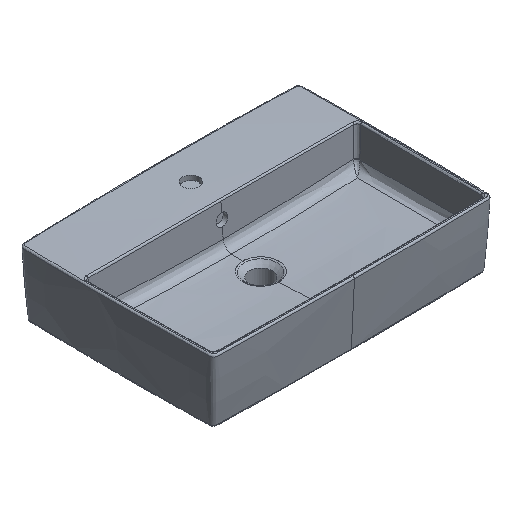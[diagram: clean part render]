
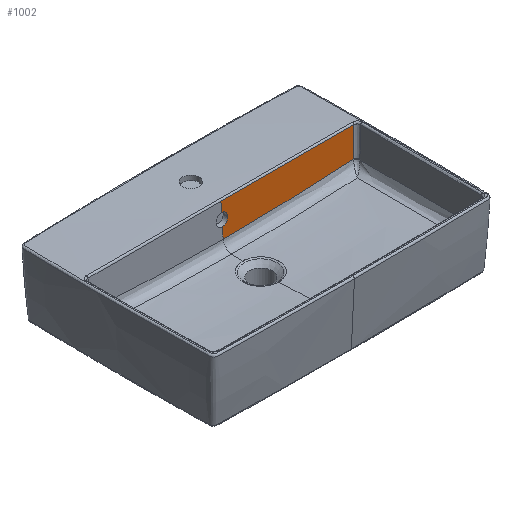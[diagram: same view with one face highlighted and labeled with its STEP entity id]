
A CAD part, isometric view. The second image highlights one B-rep face of the part: STEP entity #1002.
In plain terms, the highlighted planar face has unit normal (0, -0.998, 0.07).
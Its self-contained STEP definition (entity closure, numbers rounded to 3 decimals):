
#436=LINE('',#13607,#588);
#437=LINE('',#13620,#589);
#588=VECTOR('',#4628,1.);
#589=VECTOR('',#4629,1.);
#762=B_SPLINE_CURVE_WITH_KNOTS('',3,(#13437,#13438,#13439,#13440,#13441,
#13442,#13443,#13444,#13445,#13446,#13447,#13448,#13449,#13450,#13451,#13452,
#13453,#13454,#13455,#13456,#13457,#13458,#13459,#13460,#13461,#13462,#13463,
#13464,#13465,#13466,#13467,#13468,#13469,#13470),.UNSPECIFIED.,.F.,.F.,
(4,1,1,1,2,2,1,1,1,2,2,1,1,2,2,1,2,2,1,2,2,4),(0.,0.031,0.047,
0.055,0.059,0.063,0.094,
0.109,0.117,0.121,0.125,0.156,0.172,0.18,0.188,0.219,
0.234,0.25,0.375,0.438,0.5,1.),.UNSPECIFIED.);
#768=B_SPLINE_CURVE_WITH_KNOTS('',3,(#13622,#13623,#13624,#13625),
 .UNSPECIFIED.,.F.,.F.,(4,4),(0.,1.),.UNSPECIFIED.);
#769=B_SPLINE_CURVE_WITH_KNOTS('',3,(#13627,#13628,#13629,#13630,#13631,
#13632),.UNSPECIFIED.,.F.,.F.,(4,2,4),(0.,0.26,1.),
 .UNSPECIFIED.);
#1002=ADVANCED_FACE('',(#1267),#1064,.F.);
#1064=PLANE('',#3911);
#1267=FACE_OUTER_BOUND('',#1512,.T.);
#1512=EDGE_LOOP('',(#2511,#2512,#2513,#2514,#2515,#2516));
#2511=ORIENTED_EDGE('',*,*,#2938,.T.);
#2512=ORIENTED_EDGE('',*,*,#3431,.T.);
#2513=ORIENTED_EDGE('',*,*,#3422,.T.);
#2514=ORIENTED_EDGE('',*,*,#3432,.F.);
#2515=ORIENTED_EDGE('',*,*,#3433,.F.);
#2516=ORIENTED_EDGE('',*,*,#3428,.T.);
#2619=VERTEX_POINT('',#4693);
#2620=VERTEX_POINT('',#4694);
#2908=VERTEX_POINT('',#13393);
#2909=VERTEX_POINT('',#13436);
#2912=VERTEX_POINT('',#13608);
#2914=VERTEX_POINT('',#13626);
#2938=EDGE_CURVE('',#2620,#2619,#3477,.T.);
#3422=EDGE_CURVE('',#2908,#2909,#762,.T.);
#3428=EDGE_CURVE('',#2912,#2620,#436,.T.);
#3431=EDGE_CURVE('',#2619,#2908,#437,.T.);
#3432=EDGE_CURVE('',#2914,#2909,#768,.T.);
#3433=EDGE_CURVE('',#2912,#2914,#769,.T.);
#3477=CIRCLE('',#3631,12.5);
#3631=AXIS2_PLACEMENT_3D('',#4695,#3934,#3935);
#3911=AXIS2_PLACEMENT_3D('',#13633,#4632,#4633);
#3934=DIRECTION('',(0.,0.998,-0.07));
#3935=DIRECTION('',(1.,0.,0.));
#4628=DIRECTION('',(0.,-0.07,-0.998));
#4629=DIRECTION('',(0.,-0.07,-0.998));
#4632=DIRECTION('',(0.,0.998,-0.07));
#4633=DIRECTION('',(-1.,0.,0.));
#4693=CARTESIAN_POINT('',(0.,-138.355,-47.983));
#4694=CARTESIAN_POINT('',(0.,-136.611,-23.044));
#4695=CARTESIAN_POINT('',(0.,-137.483,-35.513));
#13393=CARTESIAN_POINT('',(0.,-139.922,-70.381));
#13436=CARTESIAN_POINT('',(278.37,-139.311,-61.653));
#13437=CARTESIAN_POINT('',(0.,-139.922,-70.381));
#13438=CARTESIAN_POINT('',(3.107,-139.921,-70.37));
#13439=CARTESIAN_POINT('',(7.613,-139.92,-70.353));
#13440=CARTESIAN_POINT('',(12.601,-139.918,-70.331));
#13441=CARTESIAN_POINT('',(15.028,-139.917,-70.319));
#13442=CARTESIAN_POINT('',(16.053,-139.917,-70.314));
#13443=CARTESIAN_POINT('',(16.734,-139.917,-70.31));
#13444=CARTESIAN_POINT('',(17.029,-139.916,-70.308));
#13445=CARTESIAN_POINT('',(20.455,-139.915,-70.29));
#13446=CARTESIAN_POINT('',(24.915,-139.913,-70.264));
#13447=CARTESIAN_POINT('',(29.93,-139.911,-70.23));
#13448=CARTESIAN_POINT('',(32.39,-139.91,-70.212));
#13449=CARTESIAN_POINT('',(33.434,-139.909,-70.204));
#13450=CARTESIAN_POINT('',(34.128,-139.909,-70.199));
#13451=CARTESIAN_POINT('',(34.442,-139.909,-70.196));
#13452=CARTESIAN_POINT('',(37.831,-139.907,-70.17));
#13453=CARTESIAN_POINT('',(42.266,-139.904,-70.131));
#13454=CARTESIAN_POINT('',(47.296,-139.901,-70.081));
#13455=CARTESIAN_POINT('',(49.42,-139.899,-70.059));
#13456=CARTESIAN_POINT('',(50.829,-139.898,-70.044));
#13457=CARTESIAN_POINT('',(51.48,-139.897,-70.036));
#13458=CARTESIAN_POINT('',(55.219,-139.894,-69.994));
#13459=CARTESIAN_POINT('',(59.639,-139.891,-69.94));
#13460=CARTESIAN_POINT('',(63.957,-139.887,-69.881));
#13461=CARTESIAN_POINT('',(66.813,-139.884,-69.84));
#13462=CARTESIAN_POINT('',(68.177,-139.882,-69.82));
#13463=CARTESIAN_POINT('',(81.302,-139.868,-69.618));
#13464=CARTESIAN_POINT('',(98.755,-139.845,-69.281));
#13465=CARTESIAN_POINT('',(116.136,-139.814,-68.844));
#13466=CARTESIAN_POINT('',(127.707,-139.792,-68.53));
#13467=CARTESIAN_POINT('',(133.431,-139.78,-68.364));
#13468=CARTESIAN_POINT('',(185.849,-139.667,-66.737));
#13469=CARTESIAN_POINT('',(232.22,-139.514,-64.56));
#13470=CARTESIAN_POINT('',(278.37,-139.311,-61.653));
#13607=CARTESIAN_POINT('',(0.,-138.846,-55.));
#13608=CARTESIAN_POINT('',(0.,-135.215,-3.074));
#13620=CARTESIAN_POINT('',(0.,-138.846,-55.));
#13622=CARTESIAN_POINT('',(283.591,-135.226,-3.236));
#13623=CARTESIAN_POINT('',(282.426,-136.591,-22.755));
#13624=CARTESIAN_POINT('',(280.685,-137.954,-42.237));
#13625=CARTESIAN_POINT('',(278.37,-139.311,-61.653));
#13626=CARTESIAN_POINT('',(283.591,-135.226,-3.236));
#13627=CARTESIAN_POINT('',(0.,-135.215,-3.074));
#13628=CARTESIAN_POINT('',(24.584,-135.215,-3.074));
#13629=CARTESIAN_POINT('',(49.169,-135.215,-3.078));
#13630=CARTESIAN_POINT('',(143.699,-135.217,-3.106));
#13631=CARTESIAN_POINT('',(213.645,-135.221,-3.156));
#13632=CARTESIAN_POINT('',(283.591,-135.226,-3.236));
#13633=CARTESIAN_POINT('',(145.355,-135.,0.));
